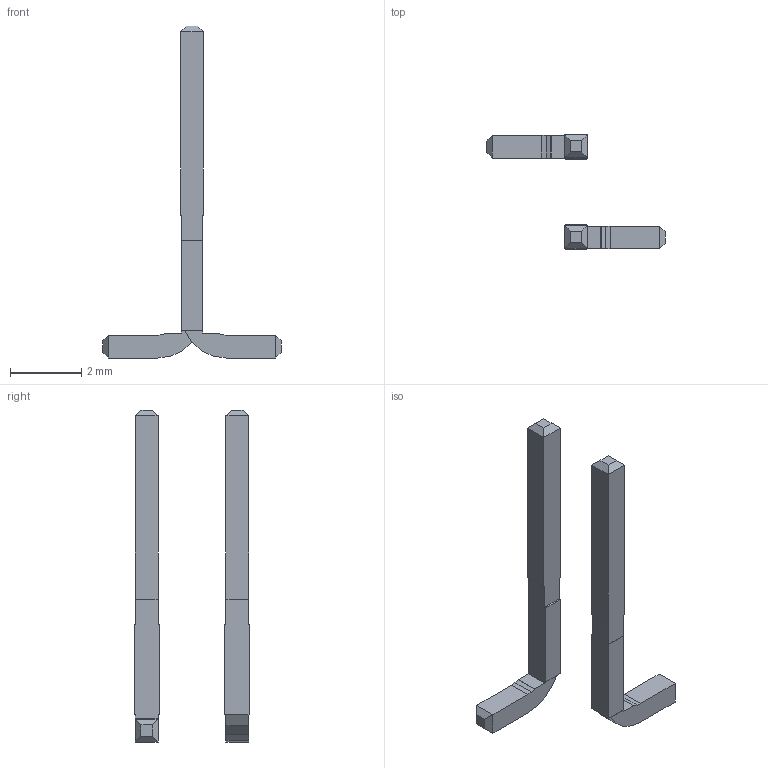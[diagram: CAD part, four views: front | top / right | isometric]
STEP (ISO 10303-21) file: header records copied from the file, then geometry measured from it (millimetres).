
FILE_DESCRIPTION(('FreeCAD Model'),'2;1');
FILE_NAME('Pin_Header_SMD_Only.step','2019-01-23T10:08:06',( 'Author'),(''),'Open CASCADE STEP processor 6.8','FreeCAD','Unknown' );
FILE_SCHEMA(('AUTOMOTIVE_DESIGN { 1 0 10303 214 1 1 1 1 }'));
Length unit declared in the file: millimetre
Products named in the file (1): Pin_Header_SMD_Only002
Bounding box: 5 x 3.19 x 9.3 mm (x, y, z)
Surface area: 57.5 mm2 (no closed solid volume)
Topology: 0 solids, 2 shells, 70 faces, 182 edges, 116 vertices
Faces by surface type: plane 70
Entity records: 4472 total; most frequent: CARTESIAN_POINT 733, DIRECTION 688, LINE 546, VECTOR 546, ORIENTED_EDGE 364, PCURVE 364, DEFINITIONAL_REPRESENTATION 364, EDGE_CURVE 182
